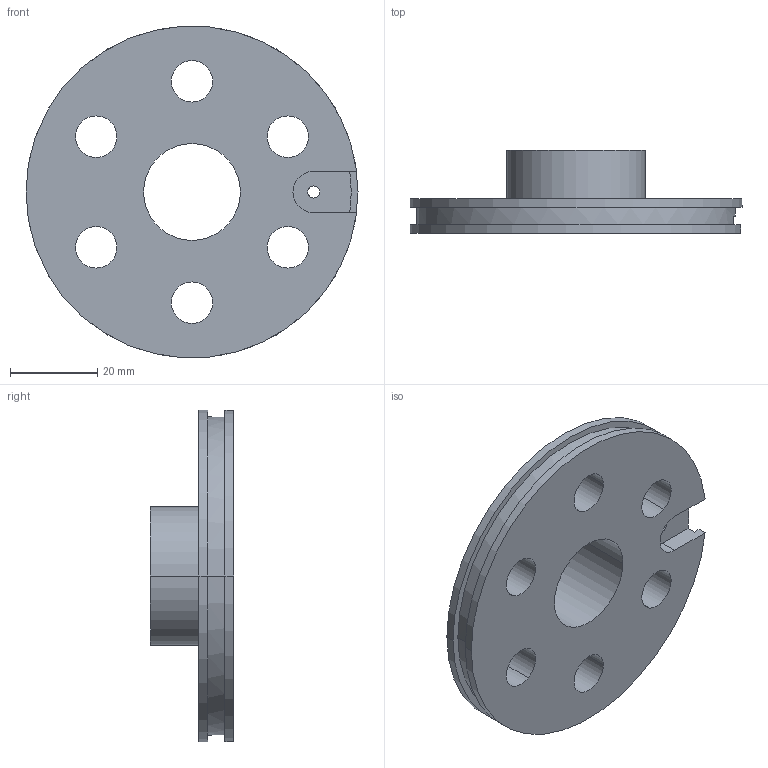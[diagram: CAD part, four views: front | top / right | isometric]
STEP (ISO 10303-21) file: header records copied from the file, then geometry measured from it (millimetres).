
FILE_DESCRIPTION((''),'2;1');
FILE_NAME('cablepulley.stp','2001-12-18T20:55:56',('Administrator'),(''),'Autodesk Inventor (tm) 3.0','Autodesk Inventor (tm) 3.0','');
FILE_SCHEMA(('CONFIG_CONTROL_DESIGN'));
Length unit declared in the file: inch
Products named in the file (1): cablepulley
Bounding box: 76.2 x 19.05 x 76.2 mm (x, y, z)
Volume: 32219.2 mm3; surface area: 14043.2 mm2
Topology: 1 solids, 1 shells, 33 faces, 87 edges, 58 vertices
Faces by surface type: bspline 16, cylinder 9, plane 8
Entity records: 1390 total; most frequent: CARTESIAN_POINT 451, DIRECTION 175, ORIENTED_EDGE 174, EDGE_CURVE 87, AXIS2_PLACEMENT_3D 70, VERTEX_POINT 58, CIRCLE 52, EDGE_LOOP 51
